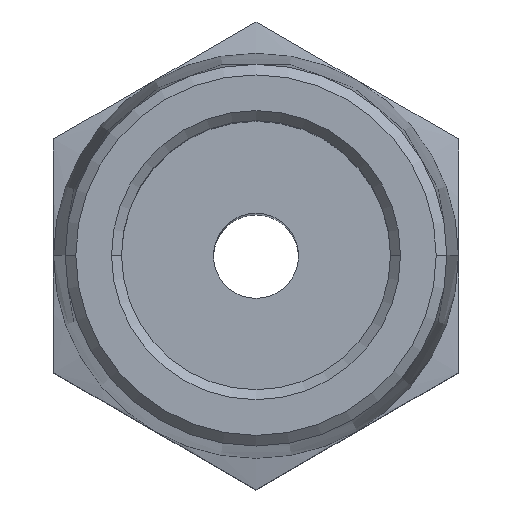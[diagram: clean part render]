
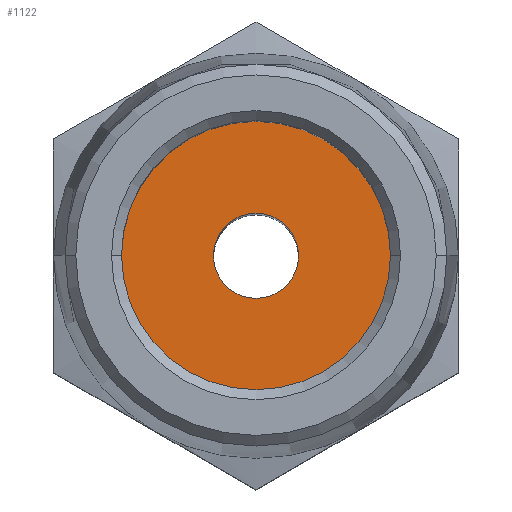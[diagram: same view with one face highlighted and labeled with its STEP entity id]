
A CAD part, top view. The second image highlights one B-rep face of the part: STEP entity #1122.
In plain terms, the highlighted planar face has unit normal (0, 0, 1).
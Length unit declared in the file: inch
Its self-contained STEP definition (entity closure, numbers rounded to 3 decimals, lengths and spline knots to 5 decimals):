
#4 = FACE_BOUND ( 'NONE', #437, .T. ) ;
#23 = VERTEX_POINT ( 'NONE', #678 ) ;
#63 = CIRCLE ( 'NONE', #1325, 0.0425 ) ;
#122 = CARTESIAN_POINT ( 'NONE',  ( 0., 0., 0.95 ) ) ;
#139 = AXIS2_PLACEMENT_3D ( 'NONE', #250, #675, #680 ) ;
#181 = AXIS2_PLACEMENT_3D ( 'NONE', #373, #797, #983 ) ;
#207 = PLANE ( 'NONE',  #757 ) ;
#250 = CARTESIAN_POINT ( 'NONE',  ( 0., 0., 0.95 ) ) ;
#253 = ORIENTED_EDGE ( 'NONE', *, *, #293, .F. ) ;
#293 = EDGE_CURVE ( 'NONE', #825, #823, #996, .T. ) ;
#296 = ORIENTED_EDGE ( 'NONE', *, *, #403, .T. ) ;
#324 = CARTESIAN_POINT ( 'NONE',  ( -0.1345, 0., 0.95 ) ) ;
#373 = CARTESIAN_POINT ( 'NONE',  ( 0., 0., 0.95 ) ) ;
#403 = EDGE_CURVE ( 'NONE', #1130, #23, #863, .T. ) ;
#409 = DIRECTION ( 'NONE',  ( 1., 0., 0. ) ) ;
#430 = DIRECTION ( 'NONE',  ( 0., 0., 1. ) ) ;
#437 = EDGE_LOOP ( 'NONE', ( #1238, #253 ) ) ;
#449 = CARTESIAN_POINT ( 'NONE',  ( 0.0425, 0., 0.95 ) ) ;
#515 = DIRECTION ( 'NONE',  ( 1., 0., 0. ) ) ;
#637 = DIRECTION ( 'NONE',  ( 0., 0., 1. ) ) ;
#675 = DIRECTION ( 'NONE',  ( 0., 0., 1. ) ) ;
#678 = CARTESIAN_POINT ( 'NONE',  ( 0.1345, 0., 0.95 ) ) ;
#680 = DIRECTION ( 'NONE',  ( 1., 0., 0. ) ) ;
#689 = EDGE_CURVE ( 'NONE', #823, #825, #63, .T. ) ;
#757 = AXIS2_PLACEMENT_3D ( 'NONE', #953, #1264, #515 ) ;
#797 = DIRECTION ( 'NONE',  ( 0., 0., 1. ) ) ;
#823 = VERTEX_POINT ( 'NONE', #1310 ) ;
#825 = VERTEX_POINT ( 'NONE', #449 ) ;
#839 = FACE_OUTER_BOUND ( 'NONE', #1300, .T. ) ;
#852 = DIRECTION ( 'NONE',  ( 1., 0., 0. ) ) ;
#863 = CIRCLE ( 'NONE', #181, 0.1345 ) ;
#867 = ORIENTED_EDGE ( 'NONE', *, *, #1152, .T. ) ;
#953 = CARTESIAN_POINT ( 'NONE',  ( 0., 0., 0.95 ) ) ;
#959 = AXIS2_PLACEMENT_3D ( 'NONE', #122, #637, #409 ) ;
#960 = CARTESIAN_POINT ( 'NONE',  ( 0., 0., 0.95 ) ) ;
#983 = DIRECTION ( 'NONE',  ( 1., 0., 0. ) ) ;
#996 = CIRCLE ( 'NONE', #139, 0.0425 ) ;
#1007 = CIRCLE ( 'NONE', #959, 0.1345 ) ;
#1122 = ADVANCED_FACE ( 'NONE', ( #4, #839 ), #207, .T. ) ;
#1130 = VERTEX_POINT ( 'NONE', #324 ) ;
#1152 = EDGE_CURVE ( 'NONE', #23, #1130, #1007, .T. ) ;
#1238 = ORIENTED_EDGE ( 'NONE', *, *, #689, .F. ) ;
#1264 = DIRECTION ( 'NONE',  ( 0., 0., 1. ) ) ;
#1300 = EDGE_LOOP ( 'NONE', ( #867, #296 ) ) ;
#1310 = CARTESIAN_POINT ( 'NONE',  ( -0.0425, 0., 0.95 ) ) ;
#1325 = AXIS2_PLACEMENT_3D ( 'NONE', #960, #430, #852 ) ;
